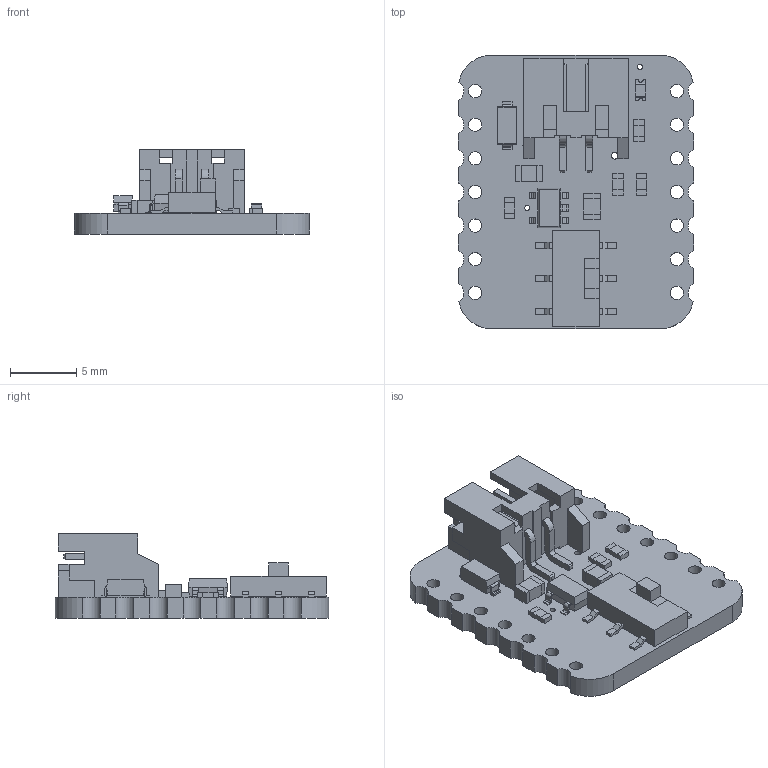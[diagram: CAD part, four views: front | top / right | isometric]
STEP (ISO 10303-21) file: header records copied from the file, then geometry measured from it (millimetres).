
FILE_DESCRIPTION(/* description */ (''),/* implementation_level */ '2;1');
FILE_NAME(/* name */ 'PCB Component.step',/* time_stamp */ '2022-09-26T19:04:08-04:00',/* author */ (''),/* organization */ (''),/* preprocessor_version */ 'ST-DEVELOPER v19',/* originating_system */ 'Autodesk Translation Framework v11.7.0.108',/* authorisation */ '');
FILE_SCHEMA (('AUTOMOTIVE_DESIGN { 1 0 10303 214 3 1 1 }'));
Length unit declared in the file: millimetre
Products named in the file (9): PCB Component; Board; JSTPH; MCP73831T-2ACI/OT; ORANGE; 100K; 10µF; EG1390; MBR120
Assembly tree (12 placements, depth 2):
  PCB Component
    Board
    JSTPH
    MCP73831T-2ACI/OT
    ORANGE
    100K  x4
    10µF  x2
    EG1390
    MBR120
Bounding box: 17.78 x 20.7 x 6.37 mm (x, y, z)
Volume: 700.1 mm3; surface area: 1547.5 mm2
Topology: 27 solids, 27 shells, 523 faces, 1381 edges, 910 vertices
Faces by surface type: plane 434, cylinder 83, bspline 4, cone 2
Full cylindrical faces by diameter (mm): 0.394 x4, 0.5 x3, 0.8 x2, 1 x16
Entity records: 15050 total; most frequent: CARTESIAN_POINT 2607, ORIENTED_EDGE 2474, DIRECTION 2381, EDGE_CURVE 1237, LINE 1061, VECTOR 1061, VERTEX_POINT 814, AXIS2_PLACEMENT_3D 660
